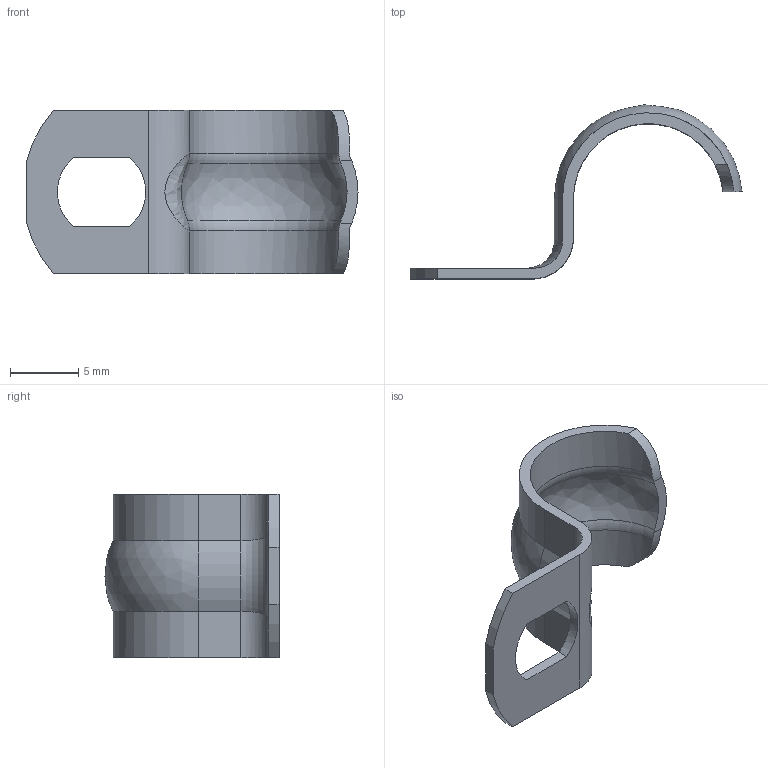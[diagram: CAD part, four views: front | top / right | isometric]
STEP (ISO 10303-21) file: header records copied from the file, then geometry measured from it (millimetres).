
FILE_DESCRIPTION(/* description */ (''),/* implementation_level */ '2;1');
FILE_NAME(/* name */ '',/* time_stamp */ '2025-06-09T15:44:30+07:00',/* author */ ('zeta-82'),/* organization */ (''),/* preprocessor_version */ 'ST-DEVELOPER v19.2',/* originating_system */ 'Autodesk Inventor 2024',/* authorisation */ '');
FILE_SCHEMA (('AUTOMOTIVE_DESIGN { 1 0 10303 214 3 1 1 }'));
Length unit declared in the file: millimetre
Products named in the file (1): СД 10-11
Bounding box: 24.38 x 12.8 x 12 mm (x, y, z)
Volume: 302.7 mm3; surface area: 841 mm2
Topology: 1 solids, 1 shells, 35 faces, 92 edges, 58 vertices
Faces by surface type: cylinder 17, plane 12, torus 3, bspline 3
Entity records: 1320 total; most frequent: CARTESIAN_POINT 426, ORIENTED_EDGE 184, DIRECTION 173, EDGE_CURVE 92, AXIS2_PLACEMENT_3D 65, VERTEX_POINT 58, LINE 43, VECTOR 43
